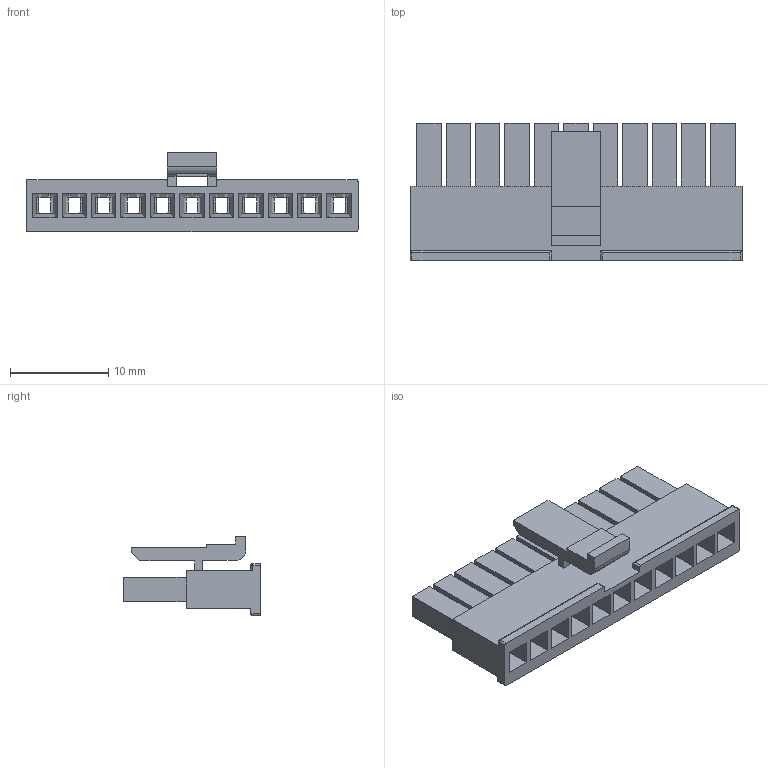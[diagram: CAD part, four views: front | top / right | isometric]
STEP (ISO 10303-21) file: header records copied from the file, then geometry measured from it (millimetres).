
FILE_DESCRIPTION(/* description */ ('Unknown'),/* implementation_level */ '2;1');
FILE_NAME(/* name */ '662011013322',/* time_stamp */ '2019-08-20T09:28:09+02:00',/* author */ ('Unknown'),/* organization */ ('Unknown'),/* preprocessor_version */ 'ST-DEVELOPER v16.7',/* originating_system */ 'DEX',/* authorisation */ $);
FILE_SCHEMA (('AUTOMOTIVE_DESIGN {1 0 10303 214 3 1 1}'));
Length unit declared in the file: millimetre
Products named in the file (2): 6620xx013322; 662011013322
Assembly tree (1 placements, depth 2):
  6620xx013322
    662011013322
Bounding box: 33.85 x 14 x 8.08 mm (x, y, z)
Volume: 910.2 mm3; surface area: 2939.2 mm2
Topology: 1 solids, 1 shells, 520 faces, 1371 edges, 874 vertices
Faces by surface type: plane 508, cylinder 11, sphere 1
Entity records: 15666 total; most frequent: CARTESIAN_POINT 2766, ORIENTED_EDGE 2740, DIRECTION 2433, EDGE_CURVE 1370, LINE 1351, VECTOR 1351, VERTEX_POINT 874, EDGE_LOOP 566
